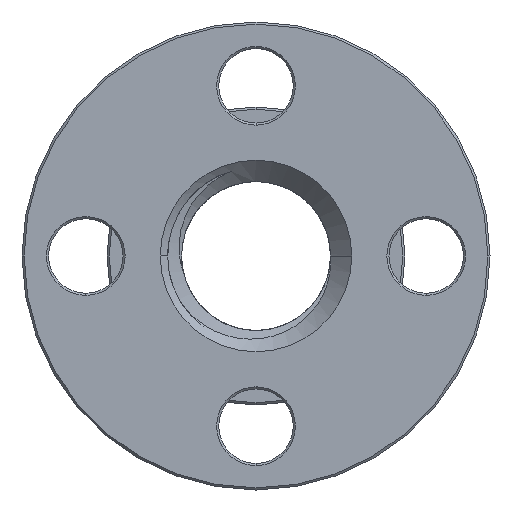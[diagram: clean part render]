
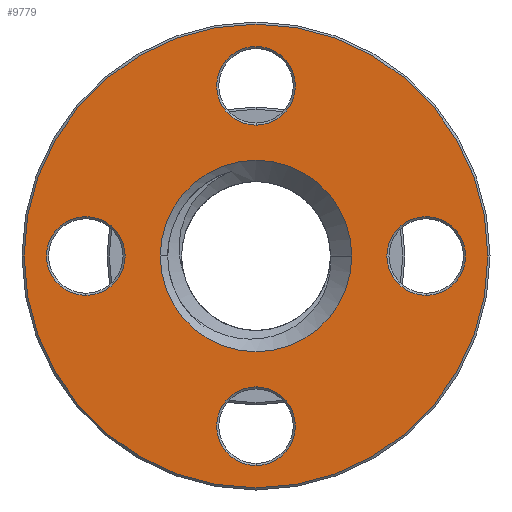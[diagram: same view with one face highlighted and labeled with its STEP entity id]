
A CAD part, front view. The second image highlights one B-rep face of the part: STEP entity #9779.
In plain terms, the highlighted planar face has unit normal (0, -1, 0).
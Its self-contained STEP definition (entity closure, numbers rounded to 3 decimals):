
#32 = DIRECTION ( 'NONE',  ( -1., 0., 0. ) ) ;
#161 = FACE_BOUND ( 'NONE', #16438, .T. ) ;
#261 = CARTESIAN_POINT ( 'NONE',  ( 0., 0., 6.15 ) ) ;
#289 = CARTESIAN_POINT ( 'NONE',  ( 0., 0., 0. ) ) ;
#451 = CARTESIAN_POINT ( 'NONE',  ( 0., 0., -8. ) ) ;
#460 = CIRCLE ( 'NONE', #24079, 1.85 ) ;
#590 = DIRECTION ( 'NONE',  ( -1., 0., 0. ) ) ;
#845 = ORIENTED_EDGE ( 'NONE', *, *, #9927, .T. ) ;
#1013 = ORIENTED_EDGE ( 'NONE', *, *, #1382, .T. ) ;
#1189 = DIRECTION ( 'NONE',  ( -1., 0., 0. ) ) ;
#1260 = EDGE_CURVE ( 'NONE', #23685, #13715, #3840, .T. ) ;
#1320 = AXIS2_PLACEMENT_3D ( 'NONE', #18069, #19664, #3693 ) ;
#1382 = EDGE_CURVE ( 'NONE', #24842, #11535, #7175, .T. ) ;
#1395 = AXIS2_PLACEMENT_3D ( 'NONE', #20012, #13911, #21982 ) ;
#1792 = CIRCLE ( 'NONE', #16119, 10.9 ) ;
#2013 = CARTESIAN_POINT ( 'NONE',  ( 0., 0., 0. ) ) ;
#2698 = DIRECTION ( 'NONE',  ( 0., 1., 0. ) ) ;
#2710 = DIRECTION ( 'NONE',  ( 0., 1., 0. ) ) ;
#2825 = DIRECTION ( 'NONE',  ( -1., 0., 0. ) ) ;
#2972 = CIRCLE ( 'NONE', #1320, 4.5 ) ;
#3353 = CARTESIAN_POINT ( 'NONE',  ( -8., 0., -1.85 ) ) ;
#3693 = DIRECTION ( 'NONE',  ( -1., 0., 0. ) ) ;
#3840 = CIRCLE ( 'NONE', #8447, 10.9 ) ;
#4070 = CARTESIAN_POINT ( 'NONE',  ( -8., 0., 0. ) ) ;
#4256 = DIRECTION ( 'NONE',  ( 0., -1., 0. ) ) ;
#4415 = ORIENTED_EDGE ( 'NONE', *, *, #4622, .T. ) ;
#4622 = EDGE_CURVE ( 'NONE', #6903, #7212, #2972, .T. ) ;
#4709 = ORIENTED_EDGE ( 'NONE', *, *, #8968, .T. ) ;
#4864 = ORIENTED_EDGE ( 'NONE', *, *, #9626, .T. ) ;
#5211 = EDGE_LOOP ( 'NONE', ( #24552, #16963 ) ) ;
#5759 = CARTESIAN_POINT ( 'NONE',  ( 8., 0., 0. ) ) ;
#5920 = AXIS2_PLACEMENT_3D ( 'NONE', #5759, #2710, #590 ) ;
#6903 = VERTEX_POINT ( 'NONE', #13786 ) ;
#6980 = CARTESIAN_POINT ( 'NONE',  ( 8., 0., -1.85 ) ) ;
#7175 = CIRCLE ( 'NONE', #10569, 1.85 ) ;
#7212 = VERTEX_POINT ( 'NONE', #16041 ) ;
#7509 = EDGE_CURVE ( 'NONE', #13548, #13818, #7593, .T. ) ;
#7593 = CIRCLE ( 'NONE', #17733, 1.85 ) ;
#8102 = CIRCLE ( 'NONE', #25377, 1.85 ) ;
#8200 = FACE_OUTER_BOUND ( 'NONE', #20079, .T. ) ;
#8447 = AXIS2_PLACEMENT_3D ( 'NONE', #26116, #16072, #24136 ) ;
#8448 = FACE_BOUND ( 'NONE', #14235, .T. ) ;
#8461 = AXIS2_PLACEMENT_3D ( 'NONE', #22862, #24964, #1189 ) ;
#8482 = DIRECTION ( 'NONE',  ( 0., 1., 0. ) ) ;
#8885 = CIRCLE ( 'NONE', #8461, 1.85 ) ;
#8968 = EDGE_CURVE ( 'NONE', #24814, #19096, #460, .T. ) ;
#9291 = EDGE_CURVE ( 'NONE', #19096, #24814, #12663, .T. ) ;
#9297 = CIRCLE ( 'NONE', #22396, 4.5 ) ;
#9626 = EDGE_CURVE ( 'NONE', #7212, #6903, #9297, .T. ) ;
#9779 = ADVANCED_FACE ( 'NONE', ( #22732, #20231, #18247, #161, #8448, #8200 ), #24329, .F. ) ;
#9927 = EDGE_CURVE ( 'NONE', #11535, #24842, #8885, .T. ) ;
#10317 = EDGE_LOOP ( 'NONE', ( #4415, #4864 ) ) ;
#10435 = CARTESIAN_POINT ( 'NONE',  ( 11., 0., 0. ) ) ;
#10569 = AXIS2_PLACEMENT_3D ( 'NONE', #4070, #12092, #20174 ) ;
#10696 = CARTESIAN_POINT ( 'NONE',  ( -8., 0., 1.85 ) ) ;
#11192 = EDGE_CURVE ( 'NONE', #13818, #13548, #22415, .T. ) ;
#11535 = VERTEX_POINT ( 'NONE', #3353 ) ;
#12092 = DIRECTION ( 'NONE',  ( 0., 1., 0. ) ) ;
#12151 = DIRECTION ( 'NONE',  ( 0., 1., 0. ) ) ;
#12281 = DIRECTION ( 'NONE',  ( -1., 0., 0. ) ) ;
#12663 = CIRCLE ( 'NONE', #5920, 1.85 ) ;
#12704 = DIRECTION ( 'NONE',  ( -1., 0., 0. ) ) ;
#12762 = CIRCLE ( 'NONE', #1395, 1.85 ) ;
#12780 = DIRECTION ( 'NONE',  ( -1., 0., 0. ) ) ;
#13548 = VERTEX_POINT ( 'NONE', #261 ) ;
#13715 = VERTEX_POINT ( 'NONE', #24039 ) ;
#13786 = CARTESIAN_POINT ( 'NONE',  ( 4.5, 0., 0. ) ) ;
#13818 = VERTEX_POINT ( 'NONE', #20083 ) ;
#13911 = DIRECTION ( 'NONE',  ( 0., 1., 0. ) ) ;
#14235 = EDGE_LOOP ( 'NONE', ( #4709, #22380 ) ) ;
#16041 = CARTESIAN_POINT ( 'NONE',  ( -4.5, 0., 0. ) ) ;
#16072 = DIRECTION ( 'NONE',  ( 0., -1., 0. ) ) ;
#16119 = AXIS2_PLACEMENT_3D ( 'NONE', #289, #4256, #32 ) ;
#16144 = CARTESIAN_POINT ( 'NONE',  ( 8., 0., 1.85 ) ) ;
#16268 = CARTESIAN_POINT ( 'NONE',  ( 0., 0., -6.15 ) ) ;
#16438 = EDGE_LOOP ( 'NONE', ( #18802, #23470 ) ) ;
#16525 = DIRECTION ( 'NONE',  ( 0., 1., 0. ) ) ;
#16827 = DIRECTION ( 'NONE',  ( -1., 0., 0. ) ) ;
#16963 = ORIENTED_EDGE ( 'NONE', *, *, #23143, .T. ) ;
#17154 = CARTESIAN_POINT ( 'NONE',  ( -10.9, 0., 0. ) ) ;
#17733 = AXIS2_PLACEMENT_3D ( 'NONE', #22447, #18607, #12780 ) ;
#18069 = CARTESIAN_POINT ( 'NONE',  ( 0., 0., 0. ) ) ;
#18157 = EDGE_CURVE ( 'NONE', #21262, #19124, #8102, .T. ) ;
#18247 = FACE_BOUND ( 'NONE', #24486, .T. ) ;
#18607 = DIRECTION ( 'NONE',  ( 0., 1., 0. ) ) ;
#18802 = ORIENTED_EDGE ( 'NONE', *, *, #7509, .T. ) ;
#18991 = EDGE_CURVE ( 'NONE', #13715, #23685, #1792, .T. ) ;
#19096 = VERTEX_POINT ( 'NONE', #16144 ) ;
#19124 = VERTEX_POINT ( 'NONE', #16268 ) ;
#19664 = DIRECTION ( 'NONE',  ( 0., 1., 0. ) ) ;
#20012 = CARTESIAN_POINT ( 'NONE',  ( 0., 0., -8. ) ) ;
#20079 = EDGE_LOOP ( 'NONE', ( #24755, #23409 ) ) ;
#20083 = CARTESIAN_POINT ( 'NONE',  ( 0., 0., 9.85 ) ) ;
#20174 = DIRECTION ( 'NONE',  ( -1., 0., 0. ) ) ;
#20231 = FACE_BOUND ( 'NONE', #5211, .T. ) ;
#20307 = AXIS2_PLACEMENT_3D ( 'NONE', #20776, #2698, #2825 ) ;
#20551 = CARTESIAN_POINT ( 'NONE',  ( 0., 0., -9.85 ) ) ;
#20776 = CARTESIAN_POINT ( 'NONE',  ( 0., 0., 8. ) ) ;
#21262 = VERTEX_POINT ( 'NONE', #20551 ) ;
#21982 = DIRECTION ( 'NONE',  ( -1., 0., 0. ) ) ;
#22380 = ORIENTED_EDGE ( 'NONE', *, *, #9291, .T. ) ;
#22396 = AXIS2_PLACEMENT_3D ( 'NONE', #2013, #12151, #12281 ) ;
#22415 = CIRCLE ( 'NONE', #20307, 1.85 ) ;
#22447 = CARTESIAN_POINT ( 'NONE',  ( 0., 0., 8. ) ) ;
#22732 = FACE_BOUND ( 'NONE', #10317, .T. ) ;
#22862 = CARTESIAN_POINT ( 'NONE',  ( -8., 0., 0. ) ) ;
#23143 = EDGE_CURVE ( 'NONE', #19124, #21262, #12762, .T. ) ;
#23409 = ORIENTED_EDGE ( 'NONE', *, *, #18991, .T. ) ;
#23470 = ORIENTED_EDGE ( 'NONE', *, *, #11192, .T. ) ;
#23643 = CARTESIAN_POINT ( 'NONE',  ( 8., 0., 0. ) ) ;
#23685 = VERTEX_POINT ( 'NONE', #17154 ) ;
#24039 = CARTESIAN_POINT ( 'NONE',  ( 10.9, 0., 0. ) ) ;
#24079 = AXIS2_PLACEMENT_3D ( 'NONE', #23643, #24876, #16827 ) ;
#24136 = DIRECTION ( 'NONE',  ( -1., 0., 0. ) ) ;
#24329 = PLANE ( 'NONE',  #24507 ) ;
#24486 = EDGE_LOOP ( 'NONE', ( #845, #1013 ) ) ;
#24507 = AXIS2_PLACEMENT_3D ( 'NONE', #10435, #16525, #24578 ) ;
#24552 = ORIENTED_EDGE ( 'NONE', *, *, #18157, .T. ) ;
#24578 = DIRECTION ( 'NONE',  ( -1., 0., 0. ) ) ;
#24755 = ORIENTED_EDGE ( 'NONE', *, *, #1260, .T. ) ;
#24814 = VERTEX_POINT ( 'NONE', #6980 ) ;
#24842 = VERTEX_POINT ( 'NONE', #10696 ) ;
#24876 = DIRECTION ( 'NONE',  ( 0., 1., 0. ) ) ;
#24964 = DIRECTION ( 'NONE',  ( 0., 1., 0. ) ) ;
#25377 = AXIS2_PLACEMENT_3D ( 'NONE', #451, #8482, #12704 ) ;
#26116 = CARTESIAN_POINT ( 'NONE',  ( 0., 0., 0. ) ) ;
